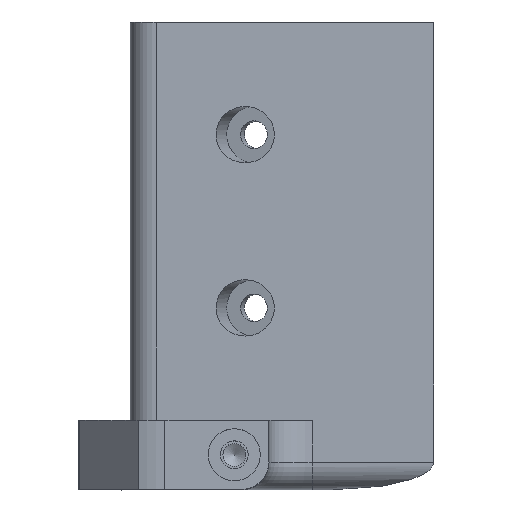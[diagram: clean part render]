
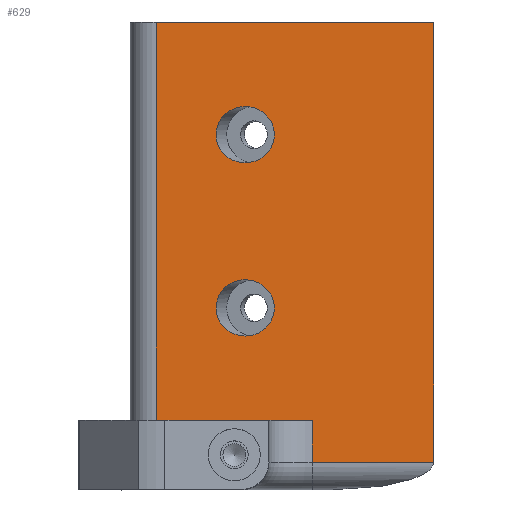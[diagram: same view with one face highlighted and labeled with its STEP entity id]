
A CAD part, top view. The second image highlights one B-rep face of the part: STEP entity #629.
In plain terms, the highlighted planar face has unit normal (0, 0, 1).
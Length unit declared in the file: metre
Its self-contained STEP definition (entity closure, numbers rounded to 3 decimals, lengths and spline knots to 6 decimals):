
#12=ELLIPSE('',#860,0.003365,0.00325);
#13=ELLIPSE('',#861,0.003365,0.00325);
#29=LINE('',#1100,#74);
#51=LINE('',#1191,#96);
#52=LINE('',#1193,#97);
#59=LINE('',#1219,#104);
#60=LINE('',#1222,#105);
#61=LINE('',#1224,#106);
#62=LINE('',#1226,#107);
#63=LINE('',#1227,#108);
#74=VECTOR('',#914,1.);
#96=VECTOR('',#984,1.);
#97=VECTOR('',#985,1.);
#104=VECTOR('',#1018,1.);
#105=VECTOR('',#1019,1.);
#106=VECTOR('',#1020,1.);
#107=VECTOR('',#1021,1.);
#108=VECTOR('',#1022,1.);
#122=PLANE('',#859);
#255=ORIENTED_EDGE('',*,*,#382,.T.);
#256=ORIENTED_EDGE('',*,*,#383,.T.);
#257=ORIENTED_EDGE('',*,*,#384,.F.);
#258=ORIENTED_EDGE('',*,*,#385,.F.);
#259=ORIENTED_EDGE('',*,*,#386,.F.);
#260=ORIENTED_EDGE('',*,*,#387,.T.);
#261=ORIENTED_EDGE('',*,*,#371,.T.);
#262=ORIENTED_EDGE('',*,*,#370,.F.);
#263=ORIENTED_EDGE('',*,*,#332,.F.);
#264=ORIENTED_EDGE('',*,*,#388,.F.);
#332=EDGE_CURVE('',#413,#414,#29,.T.);
#370=EDGE_CURVE('',#414,#444,#51,.T.);
#371=EDGE_CURVE('',#445,#444,#52,.T.);
#382=EDGE_CURVE('',#449,#449,#12,.F.);
#383=EDGE_CURVE('',#450,#450,#13,.F.);
#384=EDGE_CURVE('',#451,#452,#59,.T.);
#385=EDGE_CURVE('',#453,#451,#60,.T.);
#386=EDGE_CURVE('',#454,#453,#61,.T.);
#387=EDGE_CURVE('',#454,#445,#62,.T.);
#388=EDGE_CURVE('',#452,#413,#63,.T.);
#413=VERTEX_POINT('',#1099);
#414=VERTEX_POINT('',#1101);
#444=VERTEX_POINT('',#1192);
#445=VERTEX_POINT('',#1194);
#449=VERTEX_POINT('',#1216);
#450=VERTEX_POINT('',#1218);
#451=VERTEX_POINT('',#1220);
#452=VERTEX_POINT('',#1221);
#453=VERTEX_POINT('',#1223);
#454=VERTEX_POINT('',#1225);
#518=EDGE_LOOP('',(#255));
#519=EDGE_LOOP('',(#256));
#520=EDGE_LOOP('',(#257,#258,#259,#260,#261,#262,#263,#264));
#571=FACE_BOUND('',#518,.T.);
#572=FACE_BOUND('',#519,.T.);
#573=FACE_BOUND('',#520,.T.);
#629=ADVANCED_FACE('',(#571,#572,#573),#122,.T.);
#859=AXIS2_PLACEMENT_3D('',#1214,#1012,#1013);
#860=AXIS2_PLACEMENT_3D('',#1215,#1014,#1015);
#861=AXIS2_PLACEMENT_3D('',#1217,#1016,#1017);
#914=DIRECTION('',(-1.,0.,0.));
#984=DIRECTION('',(0.,1.,0.));
#985=DIRECTION('',(0.,-1.,0.));
#1012=DIRECTION('',(0.,0.,1.));
#1013=DIRECTION('',(-1.,0.,0.));
#1014=DIRECTION('',(0.,0.,1.));
#1015=DIRECTION('',(-1.,0.,0.));
#1016=DIRECTION('',(0.,0.,1.));
#1017=DIRECTION('',(-1.,0.,0.));
#1018=DIRECTION('',(-1.,0.,0.));
#1019=DIRECTION('',(0.,-1.,0.));
#1020=DIRECTION('',(0.,-1.,0.));
#1021=DIRECTION('',(-1.,0.,0.));
#1022=DIRECTION('',(0.,1.,0.));
#1099=CARTESIAN_POINT('',(0.002,0.006,-0.00325));
#1100=CARTESIAN_POINT('',(0.019,0.006,-0.00325));
#1101=CARTESIAN_POINT('',(-0.016,0.006,-0.00325));
#1191=CARTESIAN_POINT('',(-0.016,0.021,-0.00325));
#1192=CARTESIAN_POINT('',(-0.016,0.021,-0.00325));
#1193=CARTESIAN_POINT('',(-0.016,0.052,-0.00325));
#1194=CARTESIAN_POINT('',(-0.016,0.052,-0.00325));
#1214=CARTESIAN_POINT('',(0.019,0.021,-0.00325));
#1215=CARTESIAN_POINT('',(-0.005741,0.019,-0.00325));
#1216=CARTESIAN_POINT('',(-0.009105,0.019,-0.00325));
#1217=CARTESIAN_POINT('',(-0.005741,0.039,-0.00325));
#1218=CARTESIAN_POINT('',(-0.009105,0.039,-0.00325));
#1219=CARTESIAN_POINT('',(0.008,0.001175,-0.00325));
#1220=CARTESIAN_POINT('',(0.016,0.001175,-0.00325));
#1221=CARTESIAN_POINT('',(0.002,0.001175,-0.00325));
#1222=CARTESIAN_POINT('',(0.016,0.021,-0.00325));
#1223=CARTESIAN_POINT('',(0.016,0.021,-0.00325));
#1224=CARTESIAN_POINT('',(0.016,0.052,-0.00325));
#1225=CARTESIAN_POINT('',(0.016,0.052,-0.00325));
#1226=CARTESIAN_POINT('',(0.019,0.052,-0.00325));
#1227=CARTESIAN_POINT('',(0.002,0.0135,-0.00325));
